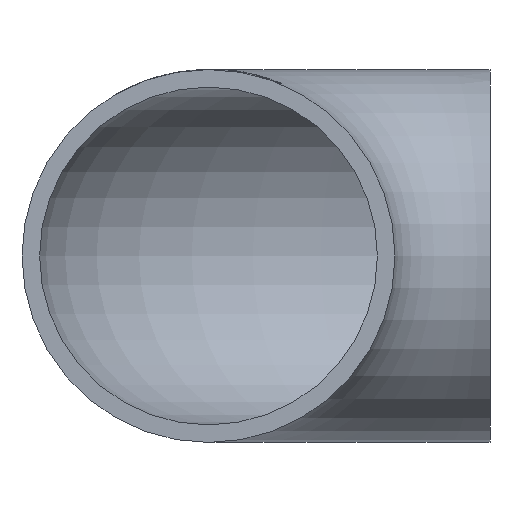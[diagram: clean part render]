
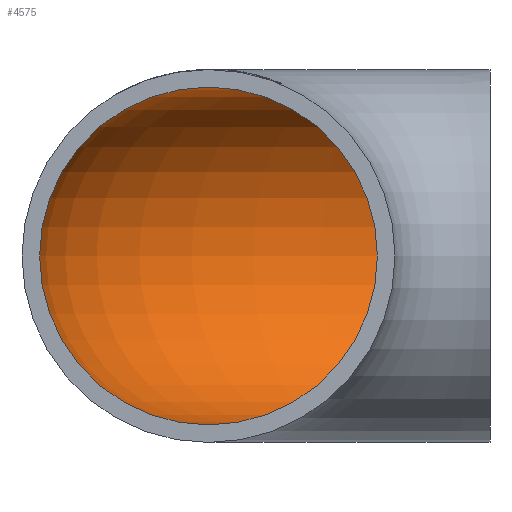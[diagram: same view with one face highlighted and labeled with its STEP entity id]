
A CAD part, front view. The second image highlights one B-rep face of the part: STEP entity #4575.
In plain terms, the highlighted toroidal (fillet/blend) face has major radius 32 mm and minor radius 19.2 mm.
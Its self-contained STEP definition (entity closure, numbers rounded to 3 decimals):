
#839 = TOROIDAL_SURFACE ( 'NONE', #7057, 32., 19.2 ) ;
#1031 = FACE_OUTER_BOUND ( 'NONE', #1983, .T. ) ;
#1265 = EDGE_CURVE ( 'NONE', #9819, #9819, #4592, .T. ) ;
#1314 = CARTESIAN_POINT ( 'NONE',  ( -32., 0., 19.2 ) ) ;
#1422 = EDGE_LOOP ( 'NONE', ( #11910 ) ) ;
#1983 = EDGE_LOOP ( 'NONE', ( #2440 ) ) ;
#2294 = VERTEX_POINT ( 'NONE', #14757 ) ;
#2413 = CARTESIAN_POINT ( 'NONE',  ( 0., 0., 0. ) ) ;
#2440 = ORIENTED_EDGE ( 'NONE', *, *, #14342, .T. ) ;
#3398 = CARTESIAN_POINT ( 'NONE',  ( 0., 32., 0. ) ) ;
#4575 = ADVANCED_FACE ( 'NONE', ( #1031, #6154 ), #839, .F. ) ;
#4592 = CIRCLE ( 'NONE', #4852, 19.2 ) ;
#4766 = DIRECTION ( 'NONE',  ( 0., 0., -1. ) ) ;
#4852 = AXIS2_PLACEMENT_3D ( 'NONE', #15000, #13713, #11042 ) ;
#6154 = FACE_OUTER_BOUND ( 'NONE', #1422, .T. ) ;
#6414 = CIRCLE ( 'NONE', #11851, 19.2 ) ;
#7057 = AXIS2_PLACEMENT_3D ( 'NONE', #2413, #4766, #10907 ) ;
#7279 = DIRECTION ( 'NONE',  ( 0., 1., 0. ) ) ;
#9819 = VERTEX_POINT ( 'NONE', #1314 ) ;
#10907 = DIRECTION ( 'NONE',  ( -1., 0., 0. ) ) ;
#11042 = DIRECTION ( 'NONE',  ( 0., 0., 1. ) ) ;
#11851 = AXIS2_PLACEMENT_3D ( 'NONE', #3398, #14793, #7279 ) ;
#11910 = ORIENTED_EDGE ( 'NONE', *, *, #1265, .F. ) ;
#13713 = DIRECTION ( 'NONE',  ( 0., 1., 0. ) ) ;
#14342 = EDGE_CURVE ( 'NONE', #2294, #2294, #6414, .T. ) ;
#14757 = CARTESIAN_POINT ( 'NONE',  ( 0., 51.2, 0. ) ) ;
#14793 = DIRECTION ( 'NONE',  ( 1., 0., 0. ) ) ;
#15000 = CARTESIAN_POINT ( 'NONE',  ( -32., 0., 0. ) ) ;
